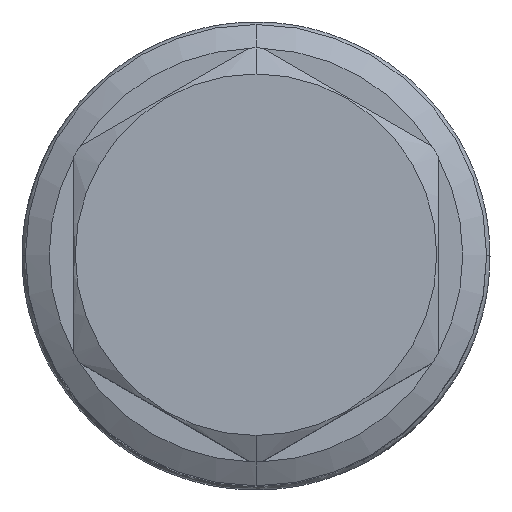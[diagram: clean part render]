
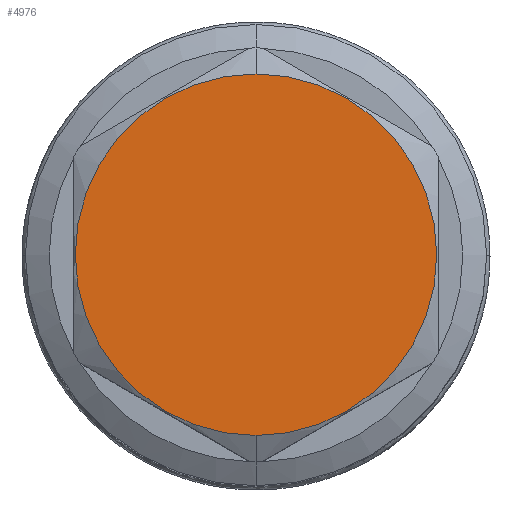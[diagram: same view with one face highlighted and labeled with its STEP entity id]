
A CAD part, top view. The second image highlights one B-rep face of the part: STEP entity #4976.
In plain terms, the highlighted planar face has unit normal (0, 0, 1).
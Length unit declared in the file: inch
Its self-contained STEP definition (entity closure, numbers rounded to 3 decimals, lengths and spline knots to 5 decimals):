
#1632=CARTESIAN_POINT('',(0.,0.,11.332));
#1633=DIRECTION('',(0.,0.,1.));
#1634=DIRECTION('',(0.,-1.,0.));
#1635=AXIS2_PLACEMENT_3D('',#1632,#1633,#1634);
#1637=CARTESIAN_POINT('',(0.,0.,11.332));
#1638=DIRECTION('',(0.,0.,1.));
#1639=DIRECTION('',(0.,1.,0.));
#1640=AXIS2_PLACEMENT_3D('',#1637,#1638,#1639);
#2443=CARTESIAN_POINT('',(0.,-0.807,11.332));
#2444=CARTESIAN_POINT('',(0.,0.807,11.332));
#2445=VERTEX_POINT('',#2443);
#2446=VERTEX_POINT('',#2444);
#4967=CARTESIAN_POINT('',(0.,0.,11.332));
#4968=DIRECTION('',(0.,0.,1.));
#4969=DIRECTION('',(0.,1.,0.));
#4970=AXIS2_PLACEMENT_3D('',#4967,#4968,#4969);
#4971=PLANE('',#4970);
#4972=ORIENTED_EDGE('',*,*,#4737,.F.);
#4973=ORIENTED_EDGE('',*,*,#4958,.F.);
#4974=EDGE_LOOP('',(#4972,#4973));
#4975=FACE_OUTER_BOUND('',#4974,.F.);
#4976=ADVANCED_FACE('',(#4975),#4971,.T.);
#1636=CIRCLE('',#1635,0.807);
#1641=CIRCLE('',#1640,0.807);
#4737=EDGE_CURVE('',#2445,#2446,#1636,.T.);
#4958=EDGE_CURVE('',#2446,#2445,#1641,.T.);
